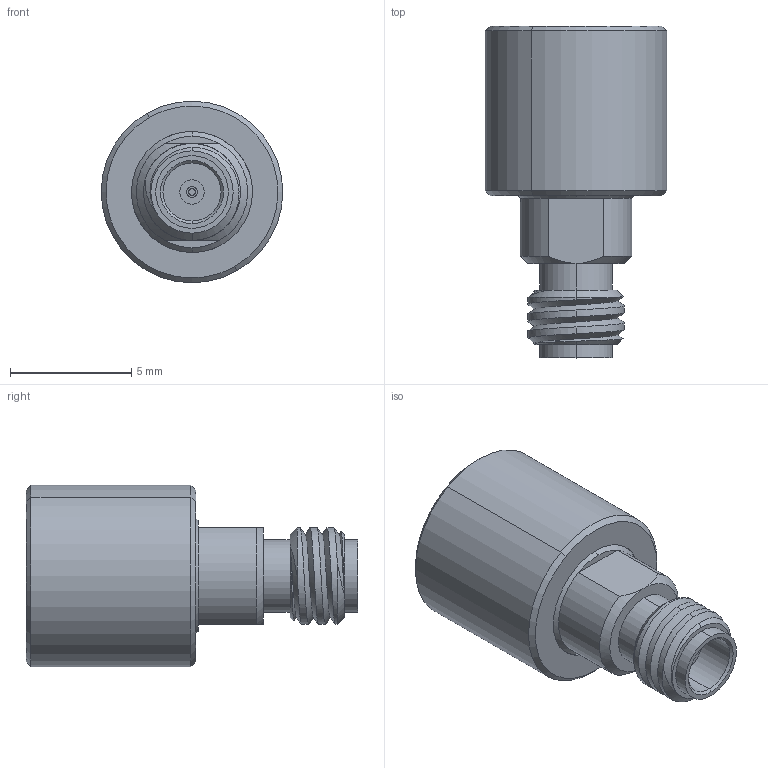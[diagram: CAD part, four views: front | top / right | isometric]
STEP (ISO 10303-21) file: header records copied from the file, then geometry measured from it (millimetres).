
FILE_DESCRIPTION (( 'STEP AP214' ), '1' );
FILE_NAME ('CM-1F-30-2, Defeatured.STEP', '2025-09-05T17:30:41', ( '' ), ( '' ), 'SwSTEP 2.0', 'SolidWorks 2021', '' );
FILE_SCHEMA (( 'AUTOMOTIVE_DESIGN' ));
Length unit declared in the file: inch
Products named in the file (1): CM-1F-30-2, Defeatured
Bounding box: 7.5 x 13.7 x 7.5 mm (x, y, z)
Volume: 377.8 mm3; surface area: 377.7 mm2
Topology: 2 solids, 2 shells, 74 faces, 175 edges, 112 vertices
Faces by surface type: plane 31, cylinder 27, cone 14, bspline 2
Entity records: 4035 total; most frequent: CARTESIAN_POINT 1304, DIRECTION 376, ORIENTED_EDGE 350, EDGE_CURVE 175, AXIS2_PLACEMENT_3D 151, VERTEX_POINT 112, EDGE_LOOP 81, CIRCLE 78
